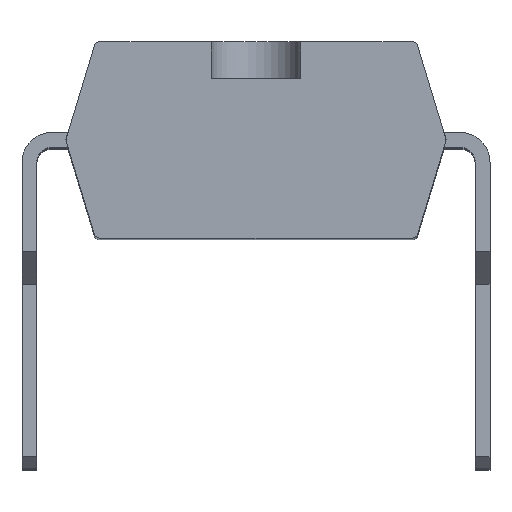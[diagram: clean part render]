
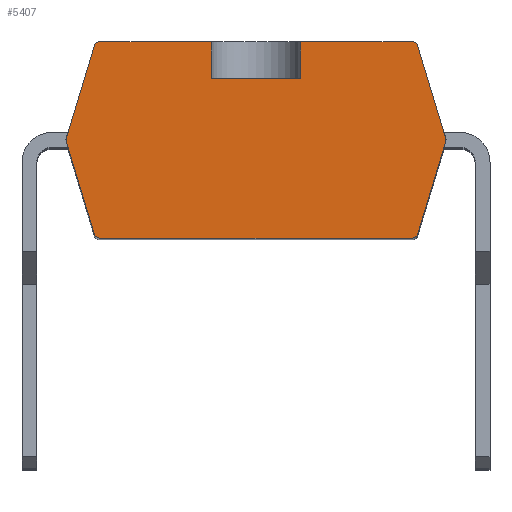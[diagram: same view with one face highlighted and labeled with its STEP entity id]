
A CAD part, top view. The second image highlights one B-rep face of the part: STEP entity #5407.
In plain terms, the highlighted planar face has unit normal (0, 0, 1).
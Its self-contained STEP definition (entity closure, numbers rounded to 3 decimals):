
#337=FACE_OUTER_BOUND('',#593,.T.);
#593=EDGE_LOOP('',(#4798,#4799,#4800,#4801,#4802,#4803,#4804,#4805,#4806,
#4807,#4808,#4809,#4810,#4811,#4812,#4813));
#613=LINE('',#7144,#1267);
#617=LINE('',#7151,#1271);
#1165=LINE('',#9824,#1819);
#1166=LINE('',#9827,#1820);
#1167=LINE('',#9829,#1821);
#1171=LINE('',#9842,#1825);
#1216=LINE('',#9947,#1870);
#1223=LINE('',#9964,#1877);
#1226=LINE('',#9974,#1880);
#1227=LINE('',#9977,#1881);
#1267=VECTOR('',#5794,1.876);
#1271=VECTOR('',#5798,1.876);
#1819=VECTOR('',#6904,0.62);
#1820=VECTOR('',#6907,0.62);
#1821=VECTOR('',#6910,1.5);
#1825=VECTOR('',#6924,1.62);
#1870=VECTOR('',#7023,1.62);
#1877=VECTOR('',#7036,1.62);
#1880=VECTOR('',#7047,5.252);
#1881=VECTOR('',#7050,1.62);
#2003=CIRCLE('',#5730,0.1);
#2005=CIRCLE('',#5733,0.1);
#2006=CIRCLE('',#5735,0.1);
#2012=CIRCLE('',#5760,0.1);
#2014=CIRCLE('',#5763,0.1);
#2015=CIRCLE('',#5764,0.1);
#2020=VERTEX_POINT('',#7140);
#2021=VERTEX_POINT('',#7141);
#2022=VERTEX_POINT('',#7143);
#2025=VERTEX_POINT('',#7149);
#2496=VERTEX_POINT('',#9823);
#2497=VERTEX_POINT('',#9825);
#2500=VERTEX_POINT('',#9839);
#2501=VERTEX_POINT('',#9841);
#2505=VERTEX_POINT('',#9851);
#2507=VERTEX_POINT('',#9857);
#2508=VERTEX_POINT('',#9861);
#2540=VERTEX_POINT('',#9961);
#2541=VERTEX_POINT('',#9963);
#2542=VERTEX_POINT('',#9967);
#2544=VERTEX_POINT('',#9973);
#2545=VERTEX_POINT('',#9976);
#2573=EDGE_CURVE('',#2022,#2021,#613,.T.);
#2577=EDGE_CURVE('',#2020,#2025,#617,.T.);
#3241=EDGE_CURVE('',#2496,#2020,#1165,.T.);
#3243=EDGE_CURVE('',#2021,#2497,#1166,.T.);
#3244=EDGE_CURVE('',#2497,#2496,#1167,.T.);
#3249=EDGE_CURVE('',#2501,#2500,#1171,.T.);
#3254=EDGE_CURVE('',#2505,#2501,#2003,.T.);
#3258=EDGE_CURVE('',#2500,#2507,#2005,.T.);
#3260=EDGE_CURVE('',#2025,#2508,#2006,.T.);
#3302=EDGE_CURVE('',#2508,#2505,#1216,.T.);
#3310=EDGE_CURVE('',#2540,#2541,#1223,.T.);
#3312=EDGE_CURVE('',#2542,#2540,#2012,.T.);
#3315=EDGE_CURVE('',#2544,#2507,#1226,.T.);
#3316=EDGE_CURVE('',#2541,#2544,#2014,.T.);
#3317=EDGE_CURVE('',#2545,#2542,#1227,.T.);
#3318=EDGE_CURVE('',#2022,#2545,#2015,.T.);
#4798=ORIENTED_EDGE('',*,*,#3241,.T.);
#4799=ORIENTED_EDGE('',*,*,#2577,.T.);
#4800=ORIENTED_EDGE('',*,*,#3260,.T.);
#4801=ORIENTED_EDGE('',*,*,#3302,.T.);
#4802=ORIENTED_EDGE('',*,*,#3254,.T.);
#4803=ORIENTED_EDGE('',*,*,#3249,.T.);
#4804=ORIENTED_EDGE('',*,*,#3258,.T.);
#4805=ORIENTED_EDGE('',*,*,#3315,.F.);
#4806=ORIENTED_EDGE('',*,*,#3316,.F.);
#4807=ORIENTED_EDGE('',*,*,#3310,.F.);
#4808=ORIENTED_EDGE('',*,*,#3312,.F.);
#4809=ORIENTED_EDGE('',*,*,#3317,.F.);
#4810=ORIENTED_EDGE('',*,*,#3318,.F.);
#4811=ORIENTED_EDGE('',*,*,#2573,.T.);
#4812=ORIENTED_EDGE('',*,*,#3243,.T.);
#4813=ORIENTED_EDGE('',*,*,#3244,.T.);
#5124=PLANE('',#5762);
#5407=ADVANCED_FACE('',(#337),#5124,.T.);
#5730=AXIS2_PLACEMENT_3D('',#9852,#6931,#6932);
#5733=AXIS2_PLACEMENT_3D('',#9859,#6939,#6940);
#5735=AXIS2_PLACEMENT_3D('',#9863,#6944,#6945);
#5760=AXIS2_PLACEMENT_3D('',#9968,#7040,#7041);
#5762=AXIS2_PLACEMENT_3D('',#9972,#7045,#7046);
#5763=AXIS2_PLACEMENT_3D('',#9975,#7048,#7049);
#5764=AXIS2_PLACEMENT_3D('',#9978,#7051,#7052);
#5794=DIRECTION('',(-1.,0.,0.));
#5798=DIRECTION('',(-1.,0.,0.));
#6904=DIRECTION('',(0.,1.,0.));
#6907=DIRECTION('',(0.,-1.,0.));
#6910=DIRECTION('',(-1.,0.,0.));
#6924=DIRECTION('',(0.29,-0.957,0.));
#6931=DIRECTION('center_axis',(0.,0.,1.));
#6932=DIRECTION('ref_axis',(-1.,0.,0.));
#6939=DIRECTION('center_axis',(0.,0.,1.));
#6940=DIRECTION('ref_axis',(-0.596,-0.803,0.));
#6944=DIRECTION('center_axis',(0.,0.,1.));
#6945=DIRECTION('ref_axis',(-0.596,0.803,0.));
#7023=DIRECTION('',(-0.29,-0.957,0.));
#7036=DIRECTION('',(-0.29,-0.957,0.));
#7040=DIRECTION('center_axis',(0.,0.,-1.));
#7041=DIRECTION('ref_axis',(1.,0.,0.));
#7045=DIRECTION('center_axis',(0.,0.,1.));
#7046=DIRECTION('ref_axis',(1.,0.,0.));
#7047=DIRECTION('',(-1.,0.,0.));
#7048=DIRECTION('center_axis',(0.,0.,-1.));
#7049=DIRECTION('ref_axis',(0.596,-0.803,0.));
#7050=DIRECTION('',(0.29,-0.957,0.));
#7051=DIRECTION('center_axis',(0.,0.,-1.));
#7052=DIRECTION('ref_axis',(0.596,0.803,0.));
#7140=CARTESIAN_POINT('',(-3.45,3.3,0.));
#7141=CARTESIAN_POINT('',(-1.95,3.3,0.));
#7143=CARTESIAN_POINT('',(-0.074,3.3,0.));
#7144=CARTESIAN_POINT('',(-0.074,3.3,0.));
#7149=CARTESIAN_POINT('',(-5.326,3.3,0.));
#7151=CARTESIAN_POINT('',(-3.45,3.3,0.));
#9823=CARTESIAN_POINT('',(-3.45,2.68,0.));
#9824=CARTESIAN_POINT('',(-3.45,2.68,0.));
#9825=CARTESIAN_POINT('',(-1.95,2.68,0.));
#9827=CARTESIAN_POINT('',(-1.95,3.3,0.));
#9829=CARTESIAN_POINT('',(-1.95,2.68,0.));
#9839=CARTESIAN_POINT('',(-5.422,0.071,0.));
#9841=CARTESIAN_POINT('',(-5.891,1.621,0.));
#9842=CARTESIAN_POINT('',(-5.891,1.621,0.));
#9851=CARTESIAN_POINT('',(-5.891,1.679,0.));
#9852=CARTESIAN_POINT('Origin',(-5.796,1.65,0.));
#9857=CARTESIAN_POINT('',(-5.326,0.,0.));
#9859=CARTESIAN_POINT('Origin',(-5.326,0.1,0.));
#9861=CARTESIAN_POINT('',(-5.422,3.229,0.));
#9863=CARTESIAN_POINT('Origin',(-5.326,3.2,0.));
#9947=CARTESIAN_POINT('',(-5.422,3.229,0.));
#9961=CARTESIAN_POINT('',(0.491,1.621,0.));
#9963=CARTESIAN_POINT('',(0.022,0.071,0.));
#9964=CARTESIAN_POINT('',(0.491,1.621,0.));
#9967=CARTESIAN_POINT('',(0.491,1.679,0.));
#9968=CARTESIAN_POINT('Origin',(0.396,1.65,0.));
#9972=CARTESIAN_POINT('Origin',(-1.263,1.65,0.));
#9973=CARTESIAN_POINT('',(-0.074,0.,0.));
#9974=CARTESIAN_POINT('',(-0.074,0.,0.));
#9975=CARTESIAN_POINT('Origin',(-0.074,0.1,0.));
#9976=CARTESIAN_POINT('',(0.022,3.229,0.));
#9977=CARTESIAN_POINT('',(0.022,3.229,0.));
#9978=CARTESIAN_POINT('Origin',(-0.074,3.2,0.));
